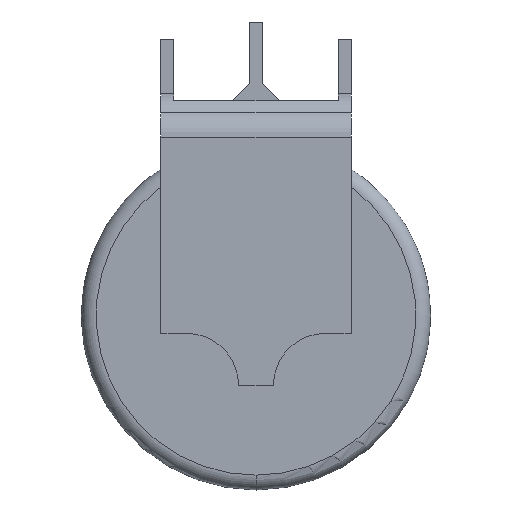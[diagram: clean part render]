
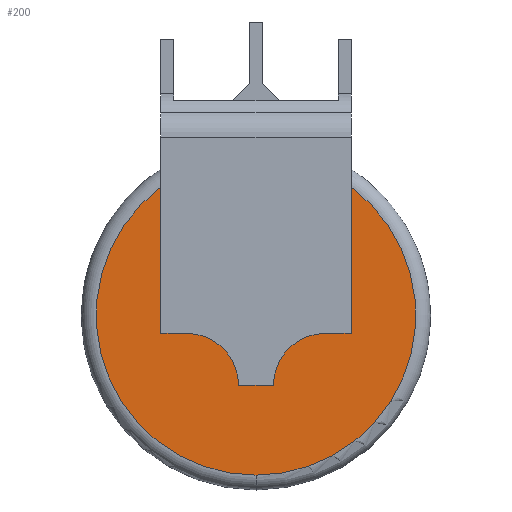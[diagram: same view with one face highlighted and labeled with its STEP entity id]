
A CAD part, front view. The second image highlights one B-rep face of the part: STEP entity #200.
In plain terms, the highlighted planar face has unit normal (0, -1, 0).
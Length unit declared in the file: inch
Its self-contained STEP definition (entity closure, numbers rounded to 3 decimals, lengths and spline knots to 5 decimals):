
#8 = CARTESIAN_POINT ( 'NONE',  ( -0.21476, 0., 0.28922 ) ) ;
#9 = DIRECTION ( 'NONE',  ( 0., 0., -1. ) ) ;
#16 = DIRECTION ( 'NONE',  ( 0., -1., 0. ) ) ;
#22 = EDGE_CURVE ( 'NONE', #241, #249, #1108, .T. ) ;
#27 = VECTOR ( 'NONE', #1343, 39.37008 ) ;
#32 = CARTESIAN_POINT ( 'NONE',  ( 0., 0., 0. ) ) ;
#36 = DIRECTION ( 'NONE',  ( 0., -1., 0. ) ) ;
#45 = ORIENTED_EDGE ( 'NONE', *, *, #1058, .T. ) ;
#79 = CARTESIAN_POINT ( 'NONE',  ( 0.21476, 0., 0. ) ) ;
#89 = CIRCLE ( 'NONE', #1313, 0.36024 ) ;
#117 = CARTESIAN_POINT ( 'NONE',  ( -0.21476, 0., -0.04062 ) ) ;
#139 = VERTEX_POINT ( 'NONE', #1047 ) ;
#149 = AXIS2_PLACEMENT_3D ( 'NONE', #560, #664, #337 ) ;
#157 = CARTESIAN_POINT ( 'NONE',  ( 0., 0., 0. ) ) ;
#159 = DIRECTION ( 'NONE',  ( 1., 0., 0. ) ) ;
#195 = VECTOR ( 'NONE', #502, 39.37008 ) ;
#198 = CARTESIAN_POINT ( 'NONE',  ( -0.15623, 0., -0.15748 ) ) ;
#200 = ADVANCED_FACE ( 'NONE', ( #539 ), #656, .F. ) ;
#202 = EDGE_CURVE ( 'NONE', #1185, #249, #1267, .T. ) ;
#212 = ORIENTED_EDGE ( 'NONE', *, *, #1053, .T. ) ;
#236 = CARTESIAN_POINT ( 'NONE',  ( 0.15623, 0., -0.04062 ) ) ;
#241 = VERTEX_POINT ( 'NONE', #431 ) ;
#243 = DIRECTION ( 'NONE',  ( 0., 0., 1. ) ) ;
#249 = VERTEX_POINT ( 'NONE', #868 ) ;
#279 = CARTESIAN_POINT ( 'NONE',  ( 0., 0., -0.04062 ) ) ;
#285 = ORIENTED_EDGE ( 'NONE', *, *, #597, .T. ) ;
#322 = ORIENTED_EDGE ( 'NONE', *, *, #565, .T. ) ;
#327 = CIRCLE ( 'NONE', #514, 0.36024 ) ;
#337 = DIRECTION ( 'NONE',  ( 0., 0., 1. ) ) ;
#365 = DIRECTION ( 'NONE',  ( 0., 0., 1. ) ) ;
#374 = AXIS2_PLACEMENT_3D ( 'NONE', #1189, #16, #9 ) ;
#379 = CIRCLE ( 'NONE', #1159, 0.11686 ) ;
#397 = CARTESIAN_POINT ( 'NONE',  ( -0.21476, 0., 0. ) ) ;
#431 = CARTESIAN_POINT ( 'NONE',  ( -0.03937, 0., -0.15748 ) ) ;
#477 = DIRECTION ( 'NONE',  ( 0., -1., 0. ) ) ;
#487 = LINE ( 'NONE', #279, #27 ) ;
#502 = DIRECTION ( 'NONE',  ( 0., 0., -1. ) ) ;
#514 = AXIS2_PLACEMENT_3D ( 'NONE', #157, #477, #365 ) ;
#539 = FACE_OUTER_BOUND ( 'NONE', #774, .T. ) ;
#560 = CARTESIAN_POINT ( 'NONE',  ( 0., 0., 0. ) ) ;
#565 = EDGE_CURVE ( 'NONE', #139, #1325, #89, .T. ) ;
#597 = EDGE_CURVE ( 'NONE', #763, #139, #327, .T. ) ;
#656 = PLANE ( 'NONE',  #149 ) ;
#664 = DIRECTION ( 'NONE',  ( 0., 1., 0. ) ) ;
#689 = CARTESIAN_POINT ( 'NONE',  ( 0., 0., -0.15748 ) ) ;
#698 = VERTEX_POINT ( 'NONE', #1028 ) ;
#737 = DIRECTION ( 'NONE',  ( 0., 0., -1. ) ) ;
#750 = LINE ( 'NONE', #845, #1273 ) ;
#763 = VERTEX_POINT ( 'NONE', #8 ) ;
#774 = EDGE_LOOP ( 'NONE', ( #285, #322, #212, #1258, #1370, #1236, #45, #1037, #1105 ) ) ;
#817 = DIRECTION ( 'NONE',  ( 0., 0., 1. ) ) ;
#845 = CARTESIAN_POINT ( 'NONE',  ( 0., 0., -0.04062 ) ) ;
#868 = CARTESIAN_POINT ( 'NONE',  ( 0.03937, 0., -0.15748 ) ) ;
#896 = CARTESIAN_POINT ( 'NONE',  ( 0.21476, 0., 0.28922 ) ) ;
#919 = CARTESIAN_POINT ( 'NONE',  ( -0.15623, 0., -0.04062 ) ) ;
#967 = DIRECTION ( 'NONE',  ( -1., 0., 0. ) ) ;
#1000 = EDGE_CURVE ( 'NONE', #1231, #763, #1335, .T. ) ;
#1028 = CARTESIAN_POINT ( 'NONE',  ( 0.21476, 0., -0.04062 ) ) ;
#1034 = LINE ( 'NONE', #79, #195 ) ;
#1037 = ORIENTED_EDGE ( 'NONE', *, *, #1038, .T. ) ;
#1038 = EDGE_CURVE ( 'NONE', #1338, #1231, #487, .T. ) ;
#1045 = VECTOR ( 'NONE', #159, 39.37008 ) ;
#1047 = CARTESIAN_POINT ( 'NONE',  ( 0., 0., -0.36024 ) ) ;
#1053 = EDGE_CURVE ( 'NONE', #1325, #698, #1034, .T. ) ;
#1055 = DIRECTION ( 'NONE',  ( 0., -1., 0. ) ) ;
#1058 = EDGE_CURVE ( 'NONE', #241, #1338, #379, .T. ) ;
#1099 = EDGE_CURVE ( 'NONE', #698, #1185, #750, .T. ) ;
#1105 = ORIENTED_EDGE ( 'NONE', *, *, #1000, .T. ) ;
#1108 = LINE ( 'NONE', #689, #1045 ) ;
#1137 = VECTOR ( 'NONE', #817, 39.37008 ) ;
#1159 = AXIS2_PLACEMENT_3D ( 'NONE', #198, #1055, #737 ) ;
#1185 = VERTEX_POINT ( 'NONE', #236 ) ;
#1189 = CARTESIAN_POINT ( 'NONE',  ( 0.15623, 0., -0.15748 ) ) ;
#1231 = VERTEX_POINT ( 'NONE', #117 ) ;
#1236 = ORIENTED_EDGE ( 'NONE', *, *, #22, .F. ) ;
#1258 = ORIENTED_EDGE ( 'NONE', *, *, #1099, .T. ) ;
#1267 = CIRCLE ( 'NONE', #374, 0.11686 ) ;
#1273 = VECTOR ( 'NONE', #967, 39.37008 ) ;
#1313 = AXIS2_PLACEMENT_3D ( 'NONE', #32, #36, #243 ) ;
#1325 = VERTEX_POINT ( 'NONE', #896 ) ;
#1335 = LINE ( 'NONE', #397, #1137 ) ;
#1338 = VERTEX_POINT ( 'NONE', #919 ) ;
#1343 = DIRECTION ( 'NONE',  ( -1., 0., 0. ) ) ;
#1370 = ORIENTED_EDGE ( 'NONE', *, *, #202, .T. ) ;
